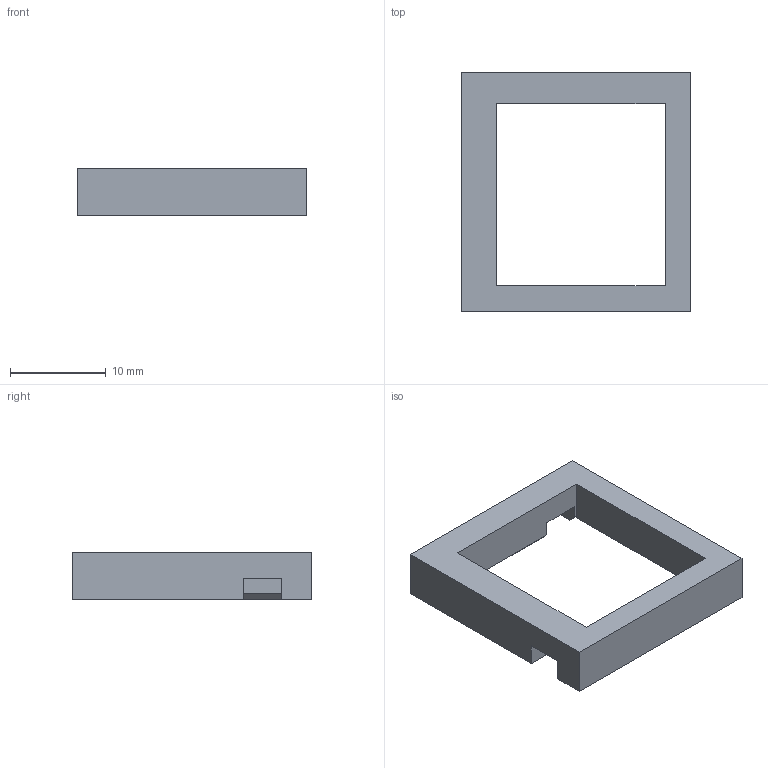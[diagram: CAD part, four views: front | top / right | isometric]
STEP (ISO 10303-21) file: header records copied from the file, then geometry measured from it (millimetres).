
FILE_DESCRIPTION(('HOOPS Exchange Step'),'2;1');
FILE_NAME('temp_export','2024-03-10T18:56:23-05:00',('mobile'),('Shapr3D Limited'),'HOOPS Exchange 2023.2','Shapr3D','Authorized');
FILE_SCHEMA( ('AUTOMOTIVE_DESIGN { 1 0 10303 214 1 1 1 1 }') );
Length unit declared in the file: millimetre
Products named in the file (1): root
Bounding box: 24 x 25 x 5 mm (x, y, z)
Volume: 1239.4 mm3; surface area: 1365.3 mm2
Topology: 1 solids, 1 shells, 29 faces, 75 edges, 49 vertices
Faces by surface type: plane 27, cylinder 2
Full cylindrical faces by diameter (mm): 1.6 x2
Entity records: 897 total; most frequent: CARTESIAN_POINT 154, ORIENTED_EDGE 150, DIRECTION 139, EDGE_CURVE 75, VECTOR 71, LINE 71, VERTEX_POINT 49, AXIS2_PLACEMENT_3D 34
